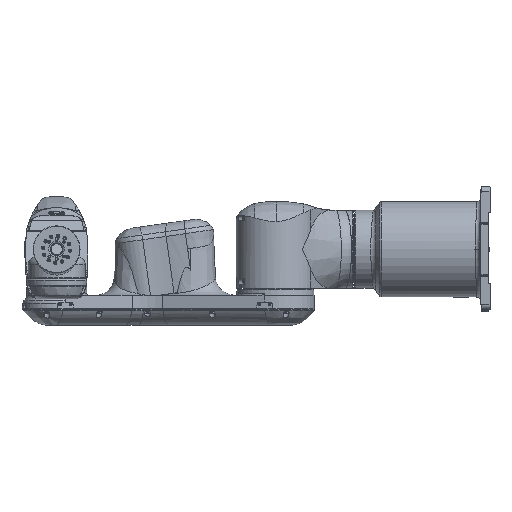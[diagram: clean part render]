
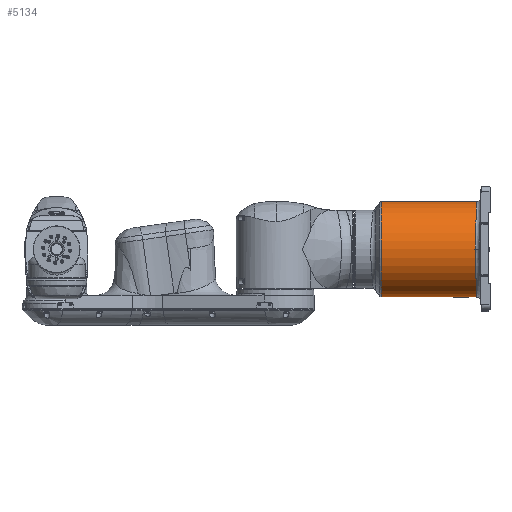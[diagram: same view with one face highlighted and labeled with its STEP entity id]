
A CAD part, left-side view. The second image highlights one B-rep face of the part: STEP entity #5134.
In plain terms, the highlighted cylindrical face has radius 91.5 mm (diameter 183 mm), a partial arc.
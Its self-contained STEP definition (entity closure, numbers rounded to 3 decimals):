
#5134 = ADVANCED_FACE( '', ( #12007 ), #12008, .T. );
#12007 = FACE_OUTER_BOUND( '', #21407, .T. );
#12008 = CYLINDRICAL_SURFACE( '', #21408, 91.5 );
#21407 = EDGE_LOOP( '', ( #37297, #37298, #37299, #37300, #37301, #37302, #37303, #37304, #37305 ) );
#21408 = AXIS2_PLACEMENT_3D( '', #37306, #37307, #37308 );
#37297 = ORIENTED_EDGE( '', *, *, #55667, .T. );
#37298 = ORIENTED_EDGE( '', *, *, #55668, .T. );
#37299 = ORIENTED_EDGE( '', *, *, #55669, .F. );
#37300 = ORIENTED_EDGE( '', *, *, #55670, .F. );
#37301 = ORIENTED_EDGE( '', *, *, #50460, .F. );
#37302 = ORIENTED_EDGE( '', *, *, #55062, .T. );
#37303 = ORIENTED_EDGE( '', *, *, #55671, .T. );
#37304 = ORIENTED_EDGE( '', *, *, #55242, .T. );
#37305 = ORIENTED_EDGE( '', *, *, #55672, .T. );
#37306 = CARTESIAN_POINT( '', ( 1.5, -257., 0. ) );
#37307 = DIRECTION( '', ( 0., 1., 0. ) );
#37308 = DIRECTION( '', ( 0., 0., -1. ) );
#50460 = EDGE_CURVE( '', #59314, #59316, #59317, .F. );
#55062 = EDGE_CURVE( '', #59314, #66934, #66935, .T. );
#55242 = EDGE_CURVE( '', #65143, #64560, #67213, .T. );
#55667 = EDGE_CURVE( '', #66200, #61619, #67839, .T. );
#55668 = EDGE_CURVE( '', #61619, #67840, #67841, .T. );
#55669 = EDGE_CURVE( '', #67842, #67840, #67843, .T. );
#55670 = EDGE_CURVE( '', #59316, #67842, #67844, .F. );
#55671 = EDGE_CURVE( '', #66934, #65143, #67845, .T. );
#55672 = EDGE_CURVE( '', #64560, #66200, #67846, .T. );
#59314 = VERTEX_POINT( '', #72402 );
#59316 = VERTEX_POINT( '', #72405 );
#59317 = ELLIPSE( '', #72406, 91.556, 91.5 );
#61619 = VERTEX_POINT( '', #76021 );
#64560 = VERTEX_POINT( '', #81022 );
#65143 = VERTEX_POINT( '', #81963 );
#66200 = VERTEX_POINT( '', #84074 );
#66934 = VERTEX_POINT( '', #85216 );
#66935 = ELLIPSE( '', #85217, 2621.814, 91.5 );
#67213 = LINE( '', #85616, #85617 );
#67839 = LINE( '', #86949, #86950 );
#67840 = VERTEX_POINT( '', #86951 );
#67841 = ELLIPSE( '', #86952, 91.556, 91.5 );
#67842 = VERTEX_POINT( '', #86953 );
#67843 = ELLIPSE( '', #86954, 2621.814, 91.5 );
#67844 = ELLIPSE( '', #86955, 91.556, 91.5 );
#67845 = ELLIPSE( '', #86956, 91.556, 91.5 );
#67846 = CIRCLE( '', #86957, 91.5 );
#72402 = CARTESIAN_POINT( '', ( 93., -239.002, -0.059 ) );
#72405 = CARTESIAN_POINT( '', ( 93., -239., 0. ) );
#72406 = AXIS2_PLACEMENT_3D( '', #94931, #94932, #94933 );
#76021 = CARTESIAN_POINT( '', ( 1.5, -234.336, 91.5 ) );
#81022 = CARTESIAN_POINT( '', ( 1.5, -51.676, -91.5 ) );
#81963 = CARTESIAN_POINT( '', ( 1.5, -234.336, -91.5 ) );
#84074 = CARTESIAN_POINT( '', ( 1.5, -51.676, 91.5 ) );
#85216 = CARTESIAN_POINT( '', ( 92.999, -231.152, -0.333 ) );
#85217 = AXIS2_PLACEMENT_3D( '', #100679, #100680, #100681 );
#85616 = CARTESIAN_POINT( '', ( 1.5, -234.465, -91.5 ) );
#85617 = VECTOR( '', #100897, 1000. );
#86949 = CARTESIAN_POINT( '', ( 1.5, -51.676, 91.5 ) );
#86950 = VECTOR( '', #101401, 1000. );
#86951 = CARTESIAN_POINT( '', ( 92.999, -231.152, 0.333 ) );
#86952 = AXIS2_PLACEMENT_3D( '', #101402, #101403, #101404 );
#86953 = CARTESIAN_POINT( '', ( 93., -239.002, 0.059 ) );
#86954 = AXIS2_PLACEMENT_3D( '', #101405, #101406, #101407 );
#86955 = AXIS2_PLACEMENT_3D( '', #101408, #101409, #101410 );
#86956 = AXIS2_PLACEMENT_3D( '', #101411, #101412, #101413 );
#86957 = AXIS2_PLACEMENT_3D( '', #101414, #101415, #101416 );
#94931 = CARTESIAN_POINT( '', ( 1.5, -239., 0. ) );
#94932 = DIRECTION( '', ( 0., 0.999, -0.035 ) );
#94933 = DIRECTION( '', ( 0., -0.035, -0.999 ) );
#100679 = CARTESIAN_POINT( '', ( 1.5, -240.691, 0. ) );
#100680 = DIRECTION( '', ( 0., 0.035, 0.999 ) );
#100681 = DIRECTION( '', ( 0., -0.999, 0.035 ) );
#100897 = DIRECTION( '', ( 0., 1., 0. ) );
#101401 = DIRECTION( '', ( 0., -1., 0. ) );
#101402 = CARTESIAN_POINT( '', ( 1.5, -231.141, 0. ) );
#101403 = DIRECTION( '', ( 0., 0.999, 0.035 ) );
#101404 = DIRECTION( '', ( 0., -0.035, 0.999 ) );
#101405 = CARTESIAN_POINT( '', ( 1.5, -240.691, 0. ) );
#101406 = DIRECTION( '', ( 0., -0.035, 0.999 ) );
#101407 = DIRECTION( '', ( 0., -0.999, -0.035 ) );
#101408 = CARTESIAN_POINT( '', ( 1.5, -239., 0. ) );
#101409 = DIRECTION( '', ( 0., 0.999, 0.035 ) );
#101410 = DIRECTION( '', ( 0., -0.035, 0.999 ) );
#101411 = CARTESIAN_POINT( '', ( 1.5, -231.141, 0. ) );
#101412 = DIRECTION( '', ( 0., 0.999, -0.035 ) );
#101413 = DIRECTION( '', ( 0., -0.035, -0.999 ) );
#101414 = CARTESIAN_POINT( '', ( 1.5, -51.676, 0. ) );
#101415 = DIRECTION( '', ( 0., -1., 0. ) );
#101416 = DIRECTION( '', ( 0., 0., -1. ) );
